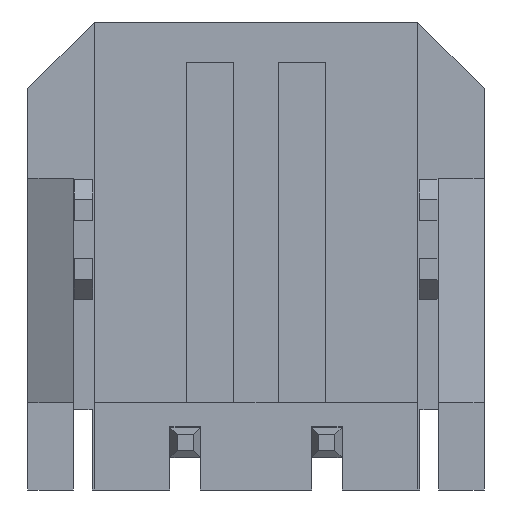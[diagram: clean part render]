
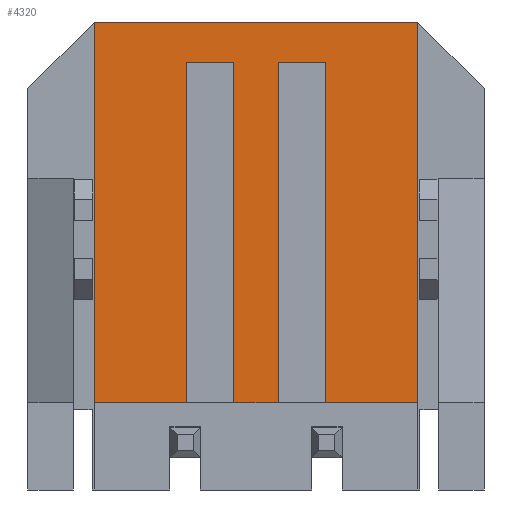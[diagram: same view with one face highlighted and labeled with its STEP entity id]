
A CAD part, front view. The second image highlights one B-rep face of the part: STEP entity #4320.
In plain terms, the highlighted planar face has unit normal (0, -1, 0).
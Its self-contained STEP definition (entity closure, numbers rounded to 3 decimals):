
#1081=DIRECTION('',(0.,0.,1.));
#1082=VECTOR('',#1081,7.2);
#1083=CARTESIAN_POINT('',(-0.475,-1.93,-3.1));
#1084=LINE('',#1083,#1082);
#1085=DIRECTION('',(1.,0.,0.));
#1086=VECTOR('',#1085,1.);
#1087=CARTESIAN_POINT('',(-1.475,-1.93,4.1));
#1088=LINE('',#1087,#1086);
#1089=DIRECTION('',(0.,0.,1.));
#1090=VECTOR('',#1089,7.2);
#1091=CARTESIAN_POINT('',(-1.475,-1.93,-3.1));
#1092=LINE('',#1091,#1090);
#1093=DIRECTION('',(-1.,0.,0.));
#1094=VECTOR('',#1093,1.95);
#1095=CARTESIAN_POINT('',(-1.475,-1.93,-3.1));
#1096=LINE('',#1095,#1094);
#1097=DIRECTION('',(0.,0.,-1.));
#1098=VECTOR('',#1097,8.05);
#1099=CARTESIAN_POINT('',(-3.425,-1.93,4.95));
#1100=LINE('',#1099,#1098);
#1101=DIRECTION('',(1.,0.,0.));
#1102=VECTOR('',#1101,6.85);
#1103=CARTESIAN_POINT('',(-3.425,-1.93,4.95));
#1104=LINE('',#1103,#1102);
#1105=DIRECTION('',(0.,0.,-1.));
#1106=VECTOR('',#1105,8.05);
#1107=CARTESIAN_POINT('',(3.425,-1.93,4.95));
#1108=LINE('',#1107,#1106);
#1109=DIRECTION('',(-1.,0.,0.));
#1110=VECTOR('',#1109,1.95);
#1111=CARTESIAN_POINT('',(3.425,-1.93,-3.1));
#1112=LINE('',#1111,#1110);
#1113=DIRECTION('',(0.,0.,1.));
#1114=VECTOR('',#1113,7.2);
#1115=CARTESIAN_POINT('',(1.475,-1.93,-3.1));
#1116=LINE('',#1115,#1114);
#1117=DIRECTION('',(-1.,0.,0.));
#1118=VECTOR('',#1117,1.);
#1119=CARTESIAN_POINT('',(1.475,-1.93,4.1));
#1120=LINE('',#1119,#1118);
#1121=DIRECTION('',(0.,0.,1.));
#1122=VECTOR('',#1121,7.2);
#1123=CARTESIAN_POINT('',(0.475,-1.93,-3.1));
#1124=LINE('',#1123,#1122);
#1125=DIRECTION('',(-1.,0.,0.));
#1126=VECTOR('',#1125,0.95);
#1127=CARTESIAN_POINT('',(0.475,-1.93,-3.1));
#1128=LINE('',#1127,#1126);
#2293=CARTESIAN_POINT('',(0.475,-1.93,-3.1));
#2294=CARTESIAN_POINT('',(0.475,-1.93,4.1));
#2295=VERTEX_POINT('',#2293);
#2296=VERTEX_POINT('',#2294);
#2297=CARTESIAN_POINT('',(1.475,-1.93,-3.1));
#2298=CARTESIAN_POINT('',(1.475,-1.93,4.1));
#2299=VERTEX_POINT('',#2297);
#2300=VERTEX_POINT('',#2298);
#2565=CARTESIAN_POINT('',(-3.425,-1.93,4.95));
#2566=CARTESIAN_POINT('',(-3.425,-1.93,-3.1));
#2567=VERTEX_POINT('',#2565);
#2568=VERTEX_POINT('',#2566);
#2569=CARTESIAN_POINT('',(3.425,-1.93,4.95));
#2570=CARTESIAN_POINT('',(3.425,-1.93,-3.1));
#2571=VERTEX_POINT('',#2569);
#2572=VERTEX_POINT('',#2570);
#2681=CARTESIAN_POINT('',(-0.475,-1.93,4.1));
#2682=VERTEX_POINT('',#2681);
#2683=CARTESIAN_POINT('',(-0.475,-1.93,-3.1));
#2684=VERTEX_POINT('',#2683);
#2685=CARTESIAN_POINT('',(-1.475,-1.93,-3.1));
#2686=VERTEX_POINT('',#2685);
#2687=CARTESIAN_POINT('',(-1.475,-1.93,4.1));
#2688=VERTEX_POINT('',#2687);
#4293=CARTESIAN_POINT('',(-4.825,-1.93,4.95));
#4294=DIRECTION('',(0.,-1.,0.));
#4295=DIRECTION('',(0.,0.,-1.));
#4296=AXIS2_PLACEMENT_3D('',#4293,#4294,#4295);
#4297=PLANE('',#4296);
#4299=ORIENTED_EDGE('',*,*,#4298,.T.);
#4301=ORIENTED_EDGE('',*,*,#4300,.F.);
#4303=ORIENTED_EDGE('',*,*,#4302,.F.);
#4304=ORIENTED_EDGE('',*,*,#4267,.T.);
#4306=ORIENTED_EDGE('',*,*,#4305,.F.);
#4307=ORIENTED_EDGE('',*,*,#3076,.T.);
#4309=ORIENTED_EDGE('',*,*,#4308,.T.);
#4310=ORIENTED_EDGE('',*,*,#4283,.T.);
#4312=ORIENTED_EDGE('',*,*,#4311,.T.);
#4314=ORIENTED_EDGE('',*,*,#4313,.T.);
#4316=ORIENTED_EDGE('',*,*,#4315,.F.);
#4317=ORIENTED_EDGE('',*,*,#4275,.T.);
#4318=EDGE_LOOP('',(#4299,#4301,#4303,#4304,#4306,#4307,#4309,#4310,#4312,#4314,
#4316,#4317));
#4319=FACE_OUTER_BOUND('',#4318,.F.);
#4320=ADVANCED_FACE('',(#4319),#4297,.T.);
#3076=EDGE_CURVE('',#2567,#2571,#1104,.T.);
#4267=EDGE_CURVE('',#2686,#2568,#1096,.T.);
#4275=EDGE_CURVE('',#2295,#2684,#1128,.T.);
#4283=EDGE_CURVE('',#2572,#2299,#1112,.T.);
#4298=EDGE_CURVE('',#2684,#2682,#1084,.T.);
#4300=EDGE_CURVE('',#2688,#2682,#1088,.T.);
#4302=EDGE_CURVE('',#2686,#2688,#1092,.T.);
#4305=EDGE_CURVE('',#2567,#2568,#1100,.T.);
#4308=EDGE_CURVE('',#2571,#2572,#1108,.T.);
#4311=EDGE_CURVE('',#2299,#2300,#1116,.T.);
#4313=EDGE_CURVE('',#2300,#2296,#1120,.T.);
#4315=EDGE_CURVE('',#2295,#2296,#1124,.T.);
